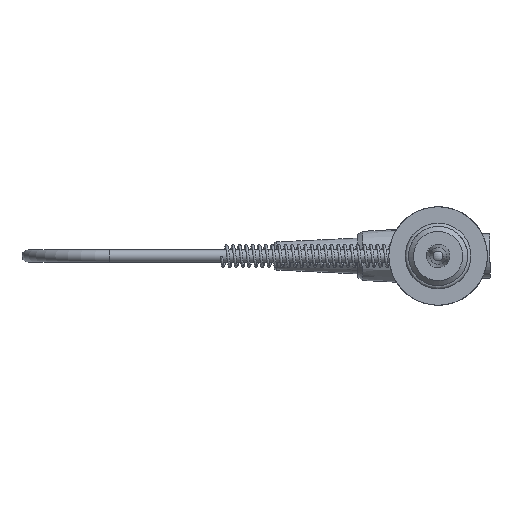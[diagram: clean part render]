
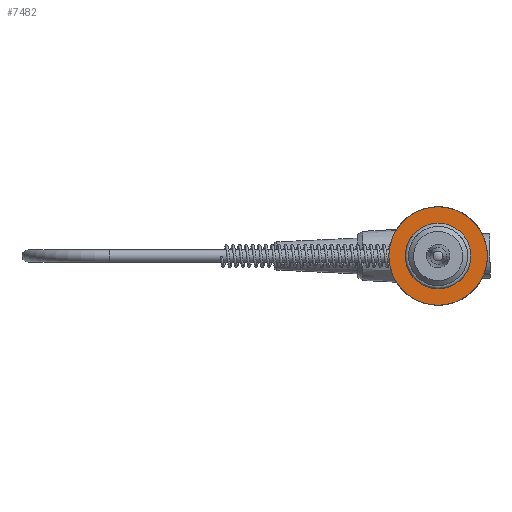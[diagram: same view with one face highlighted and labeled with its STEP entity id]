
A CAD part, left-side view. The second image highlights one B-rep face of the part: STEP entity #7482.
In plain terms, the highlighted planar face has unit normal (-1, 0, 0).
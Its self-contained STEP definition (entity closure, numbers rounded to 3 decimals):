
#1335=FACE_BOUND('',#2540,.T.);
#1720=PLANE('',#8233);
#2096=FACE_OUTER_BOUND('',#2539,.T.);
#2539=EDGE_LOOP('',(#6621));
#2540=EDGE_LOOP('',(#6622));
#2960=CIRCLE('',#8227,10.);
#2961=CIRCLE('',#8229,15.);
#3643=VERTEX_POINT('',#17032);
#3644=VERTEX_POINT('',#17035);
#4648=EDGE_CURVE('',#3643,#3643,#2960,.T.);
#4649=EDGE_CURVE('',#3644,#3644,#2961,.T.);
#6621=ORIENTED_EDGE('',*,*,#4649,.T.);
#6622=ORIENTED_EDGE('',*,*,#4648,.F.);
#7482=ADVANCED_FACE('',(#2096,#1335),#1720,.T.);
#8227=AXIS2_PLACEMENT_3D('',#17033,#10286,#10287);
#8229=AXIS2_PLACEMENT_3D('',#17036,#10290,#10291);
#8233=AXIS2_PLACEMENT_3D('',#17042,#10298,#10299);
#10286=DIRECTION('center_axis',(-1.,0.,0.));
#10287=DIRECTION('ref_axis',(0.,0.,
1.));
#10290=DIRECTION('center_axis',(-1.,0.,0.));
#10291=DIRECTION('ref_axis',(0.,0.,
-1.));
#10298=DIRECTION('center_axis',(-1.,0.,0.));
#10299=DIRECTION('ref_axis',(0.,0.,
1.));
#17032=CARTESIAN_POINT('',(3.9,0.,10.046));
#17033=CARTESIAN_POINT('Origin',(3.9,0.,
0.046));
#17035=CARTESIAN_POINT('',(3.9,0.,15.046));
#17036=CARTESIAN_POINT('Origin',(3.9,0.,
0.046));
#17042=CARTESIAN_POINT('Origin',(3.9,0.,
0.046));
